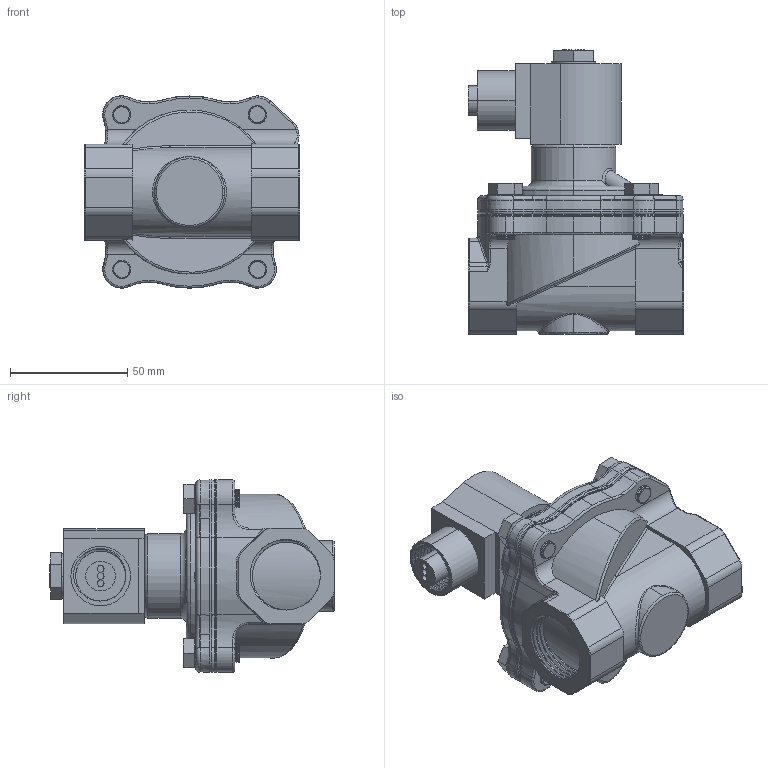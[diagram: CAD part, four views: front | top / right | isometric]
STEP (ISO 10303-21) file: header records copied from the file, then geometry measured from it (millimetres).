
FILE_DESCRIPTION (( 'STEP AP203' ), '1' );
FILE_NAME ('S211G_F.STEP', '2021-07-08T13:24:28', ( '' ), ( '' ), 'SwSTEP 2.0', 'SolidWorks 2020', '' );
FILE_SCHEMA (( 'CONFIG_CONTROL_DESIGN' ));
Products named in the file (1): S211G_F
Bounding box: 92 x 121.46 x 82.09 mm (x, y, z)
Volume: 342457.5 mm3; surface area: 46542.7 mm2
Topology: 1 solids, 1 shells, 736 faces, 1869 edges, 1177 vertices
Faces by surface type: cylinder 229, plane 194, bspline 153, torus 127, cone 32, sphere 1
Entity records: 49702 total; most frequent: CARTESIAN_POINT 33166, ORIENTED_EDGE 3732, DIRECTION 3144, EDGE_CURVE 1866, AXIS2_PLACEMENT_3D 1234, VERTEX_POINT 1177, EDGE_LOOP 781, FACE_OUTER_BOUND 736
